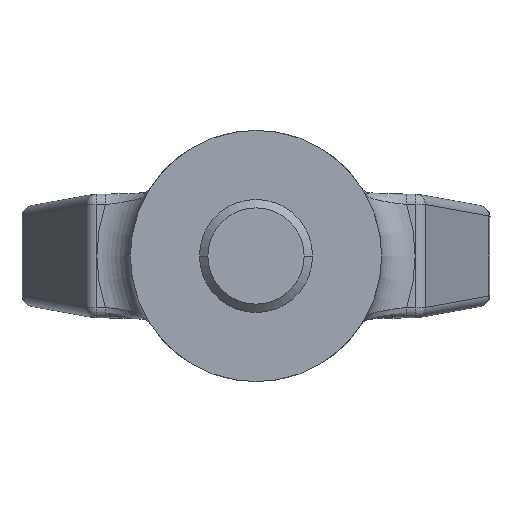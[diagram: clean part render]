
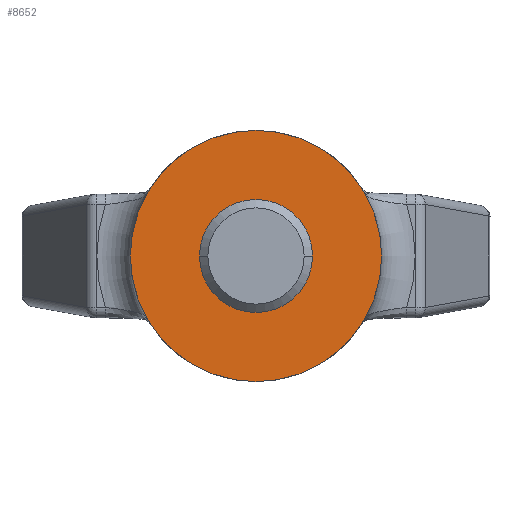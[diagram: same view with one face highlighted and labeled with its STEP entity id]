
A CAD part, front view. The second image highlights one B-rep face of the part: STEP entity #8652.
In plain terms, the highlighted planar face has unit normal (0, -1, 0).
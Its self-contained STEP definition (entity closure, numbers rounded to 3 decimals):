
#1242=CARTESIAN_POINT('',(0.,-56.,0.));
#1243=DIRECTION('',(0.,-1.,0.));
#1244=DIRECTION('',(-1.,0.,0.));
#1245=AXIS2_PLACEMENT_3D('',#1242,#1243,#1244);
#1247=CARTESIAN_POINT('',(0.,-56.,0.));
#1248=DIRECTION('',(0.,1.,0.));
#1249=DIRECTION('',(-1.,0.,0.));
#1250=AXIS2_PLACEMENT_3D('',#1247,#1248,#1249);
#4894=CARTESIAN_POINT('',(-30.,-56.,0.));
#4895=CARTESIAN_POINT('',(30.,-56.,0.));
#4896=VERTEX_POINT('',#4894);
#4897=VERTEX_POINT('',#4895);
#8643=CARTESIAN_POINT('',(0.,-56.,0.));
#8644=DIRECTION('',(0.,1.,0.));
#8645=DIRECTION('',(1.,0.,0.));
#8646=AXIS2_PLACEMENT_3D('',#8643,#8644,#8645);
#8647=PLANE('',#8646);
#8648=ORIENTED_EDGE('',*,*,#8634,.F.);
#8649=ORIENTED_EDGE('',*,*,#6333,.T.);
#8650=EDGE_LOOP('',(#8648,#8649));
#8651=FACE_OUTER_BOUND('',#8650,.F.);
#8652=ADVANCED_FACE('',(#8651),#8647,.F.);
#1246=CIRCLE('',#1245,30.);
#1251=CIRCLE('',#1250,30.);
#6333=EDGE_CURVE('',#4896,#4897,#1251,.T.);
#8634=EDGE_CURVE('',#4896,#4897,#1246,.T.);
